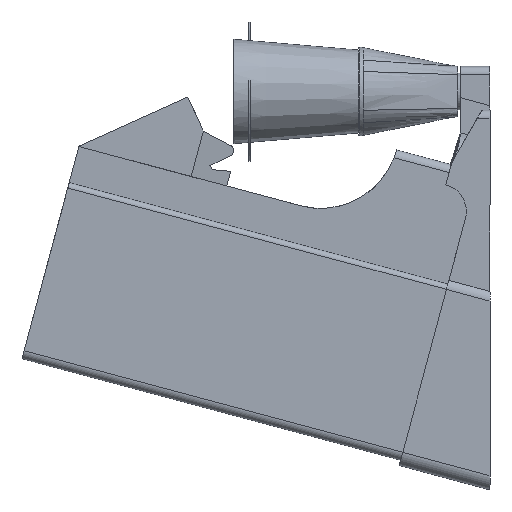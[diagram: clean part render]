
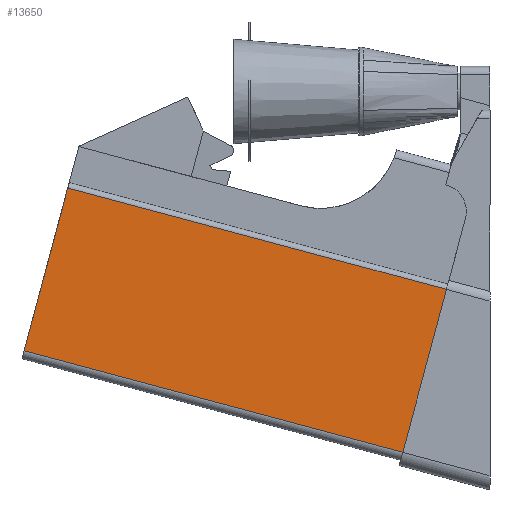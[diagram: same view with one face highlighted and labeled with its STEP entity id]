
A CAD part, left-side view. The second image highlights one B-rep face of the part: STEP entity #13650.
In plain terms, the highlighted planar face has unit normal (-1, 0, 0).
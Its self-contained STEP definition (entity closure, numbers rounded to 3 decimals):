
#1072=PLANE('',#14579);
#1704=FACE_OUTER_BOUND('',#2482,.T.);
#2482=EDGE_LOOP('',(#11186,#11187,#11188,#11189));
#3563=LINE('',#22647,#4938);
#3569=LINE('',#22666,#4944);
#3570=LINE('',#22669,#4945);
#3571=LINE('',#22670,#4946);
#4938=VECTOR('',#16631,10.);
#4944=VECTOR('',#16655,10.);
#4945=VECTOR('',#16658,10.);
#4946=VECTOR('',#16659,10.);
#6587=VERTEX_POINT('',#22644);
#6588=VERTEX_POINT('',#22646);
#6592=VERTEX_POINT('',#22664);
#6593=VERTEX_POINT('',#22668);
#8242=EDGE_CURVE('',#6587,#6588,#3563,.T.);
#8252=EDGE_CURVE('',#6592,#6588,#3569,.T.);
#8253=EDGE_CURVE('',#6593,#6592,#3570,.T.);
#8254=EDGE_CURVE('',#6593,#6587,#3571,.T.);
#11186=ORIENTED_EDGE('',*,*,#8253,.T.);
#11187=ORIENTED_EDGE('',*,*,#8252,.T.);
#11188=ORIENTED_EDGE('',*,*,#8242,.F.);
#11189=ORIENTED_EDGE('',*,*,#8254,.F.);
#13650=ADVANCED_FACE('',(#1704),#1072,.T.);
#14579=AXIS2_PLACEMENT_3D('',#22667,#16656,#16657);
#16631=DIRECTION('',(0.,0.,1.));
#16655=DIRECTION('',(0.,1.,0.));
#16656=DIRECTION('center_axis',(-1.,0.,0.));
#16657=DIRECTION('ref_axis',(0.,0.,1.));
#16658=DIRECTION('',(0.,0.,1.));
#16659=DIRECTION('',(0.,1.,0.));
#22644=CARTESIAN_POINT('',(-80.978,220.,-65.721));
#22646=CARTESIAN_POINT('',(-80.978,220.,26.305));
#22647=CARTESIAN_POINT('',(-80.978,220.,-65.721));
#22664=CARTESIAN_POINT('',(-80.978,0.,26.305));
#22666=CARTESIAN_POINT('',(-80.978,0.,26.305));
#22667=CARTESIAN_POINT('Origin',(-80.978,0.,-65.721));
#22668=CARTESIAN_POINT('',(-80.978,0.,-65.721));
#22669=CARTESIAN_POINT('',(-80.978,0.,-65.721));
#22670=CARTESIAN_POINT('',(-80.978,0.,-65.721));
